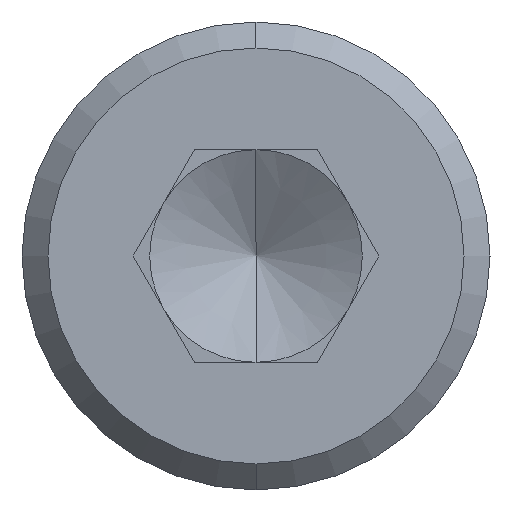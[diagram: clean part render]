
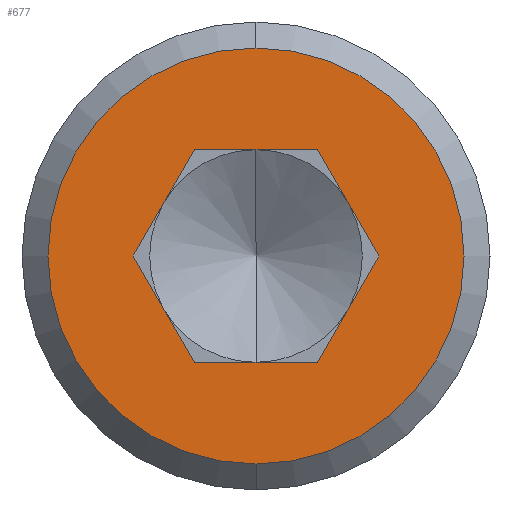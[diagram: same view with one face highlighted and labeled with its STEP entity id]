
A CAD part, left-side view. The second image highlights one B-rep face of the part: STEP entity #677.
In plain terms, the highlighted planar face has unit normal (-1, 0, 0).
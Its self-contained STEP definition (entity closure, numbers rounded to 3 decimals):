
#2 = PLANE ( 'NONE',  #51 ) ;
#3 = LINE ( 'NONE', #460, #692 ) ;
#10 = LINE ( 'NONE', #426, #194 ) ;
#13 = CARTESIAN_POINT ( 'NONE',  ( 0., -0.59, 1.023 ) ) ;
#23 = EDGE_LOOP ( 'NONE', ( #641, #227 ) ) ;
#51 = AXIS2_PLACEMENT_3D ( 'NONE', #284, #60, #287 ) ;
#57 = FACE_OUTER_BOUND ( 'NONE', #23, .T. ) ;
#60 = DIRECTION ( 'NONE',  ( -1., 0., 0. ) ) ;
#103 = VERTEX_POINT ( 'NONE', #488 ) ;
#111 = ORIENTED_EDGE ( 'NONE', *, *, #425, .T. ) ;
#145 = ORIENTED_EDGE ( 'NONE', *, *, #437, .T. ) ;
#147 = LINE ( 'NONE', #404, #336 ) ;
#163 = EDGE_CURVE ( 'NONE', #525, #338, #514, .T. ) ;
#167 = FACE_BOUND ( 'NONE', #737, .T. ) ;
#177 = VERTEX_POINT ( 'NONE', #540 ) ;
#181 = DIRECTION ( 'NONE',  ( 0., -0.5, -0.866 ) ) ;
#187 = DIRECTION ( 'NONE',  ( 0., 0.5, -0.866 ) ) ;
#194 = VECTOR ( 'NONE', #187, 1000. ) ;
#196 = EDGE_CURVE ( 'NONE', #338, #525, #300, .T. ) ;
#198 = CARTESIAN_POINT ( 'NONE',  ( 0., 0.59, -1.023 ) ) ;
#203 = DIRECTION ( 'NONE',  ( 0., 0., 1. ) ) ;
#223 = CARTESIAN_POINT ( 'NONE',  ( 0., 1.181, 0. ) ) ;
#225 = EDGE_CURVE ( 'NONE', #521, #396, #253, .T. ) ;
#227 = ORIENTED_EDGE ( 'NONE', *, *, #163, .T. ) ;
#234 = LINE ( 'NONE', #252, #621 ) ;
#252 = CARTESIAN_POINT ( 'NONE',  ( 0., 1.181, 0. ) ) ;
#253 = LINE ( 'NONE', #596, #276 ) ;
#258 = ORIENTED_EDGE ( 'NONE', *, *, #444, .T. ) ;
#260 = DIRECTION ( 'NONE',  ( 0., 1., 0. ) ) ;
#268 = EDGE_CURVE ( 'NONE', #374, #417, #3, .T. ) ;
#276 = VECTOR ( 'NONE', #260, 1000. ) ;
#284 = CARTESIAN_POINT ( 'NONE',  ( 0., 0., 0. ) ) ;
#287 = DIRECTION ( 'NONE',  ( 0., 0., 1. ) ) ;
#290 = CARTESIAN_POINT ( 'NONE',  ( 0., 0.59, 1.022 ) ) ;
#300 = CIRCLE ( 'NONE', #704, 2. ) ;
#324 = VECTOR ( 'NONE', #410, 1000. ) ;
#326 = DIRECTION ( 'NONE',  ( -1., 0., 0. ) ) ;
#336 = VECTOR ( 'NONE', #181, 1000. ) ;
#338 = VERTEX_POINT ( 'NONE', #497 ) ;
#354 = LINE ( 'NONE', #463, #324 ) ;
#374 = VERTEX_POINT ( 'NONE', #223 ) ;
#396 = VERTEX_POINT ( 'NONE', #290 ) ;
#404 = CARTESIAN_POINT ( 'NONE',  ( 0., -0.59, 1.023 ) ) ;
#410 = DIRECTION ( 'NONE',  ( 0., -1., 0. ) ) ;
#417 = VERTEX_POINT ( 'NONE', #198 ) ;
#425 = EDGE_CURVE ( 'NONE', #374, #396, #234, .T. ) ;
#426 = CARTESIAN_POINT ( 'NONE',  ( 0., -1.181, 0. ) ) ;
#437 = EDGE_CURVE ( 'NONE', #521, #177, #147, .T. ) ;
#441 = DIRECTION ( 'NONE',  ( 0., -0.5, -0.866 ) ) ;
#444 = EDGE_CURVE ( 'NONE', #177, #103, #10, .T. ) ;
#459 = EDGE_CURVE ( 'NONE', #417, #103, #354, .T. ) ;
#460 = CARTESIAN_POINT ( 'NONE',  ( 0., 1.181, 0. ) ) ;
#463 = CARTESIAN_POINT ( 'NONE',  ( 0., 0.59, -1.023 ) ) ;
#480 = CARTESIAN_POINT ( 'NONE',  ( 0., 0., 0. ) ) ;
#482 = CARTESIAN_POINT ( 'NONE',  ( 0., 0., 2. ) ) ;
#484 = ORIENTED_EDGE ( 'NONE', *, *, #459, .F. ) ;
#488 = CARTESIAN_POINT ( 'NONE',  ( 0., -0.59, -1.022 ) ) ;
#497 = CARTESIAN_POINT ( 'NONE',  ( 0., 0., -2. ) ) ;
#502 = AXIS2_PLACEMENT_3D ( 'NONE', #480, #645, #654 ) ;
#514 = CIRCLE ( 'NONE', #502, 2. ) ;
#521 = VERTEX_POINT ( 'NONE', #13 ) ;
#525 = VERTEX_POINT ( 'NONE', #482 ) ;
#540 = CARTESIAN_POINT ( 'NONE',  ( 0., -1.181, 0. ) ) ;
#591 = CARTESIAN_POINT ( 'NONE',  ( 0., 0., 0. ) ) ;
#596 = CARTESIAN_POINT ( 'NONE',  ( 0., -0.59, 1.023 ) ) ;
#621 = VECTOR ( 'NONE', #709, 1000. ) ;
#641 = ORIENTED_EDGE ( 'NONE', *, *, #196, .T. ) ;
#645 = DIRECTION ( 'NONE',  ( -1., 0., 0. ) ) ;
#654 = DIRECTION ( 'NONE',  ( 0., 0., 1. ) ) ;
#677 = ADVANCED_FACE ( 'NONE', ( #167, #57 ), #2, .T. ) ;
#692 = VECTOR ( 'NONE', #441, 1000. ) ;
#704 = AXIS2_PLACEMENT_3D ( 'NONE', #591, #326, #203 ) ;
#709 = DIRECTION ( 'NONE',  ( 0., -0.5, 0.866 ) ) ;
#712 = ORIENTED_EDGE ( 'NONE', *, *, #268, .F. ) ;
#724 = ORIENTED_EDGE ( 'NONE', *, *, #225, .F. ) ;
#737 = EDGE_LOOP ( 'NONE', ( #111, #724, #145, #258, #484, #712 ) ) ;
